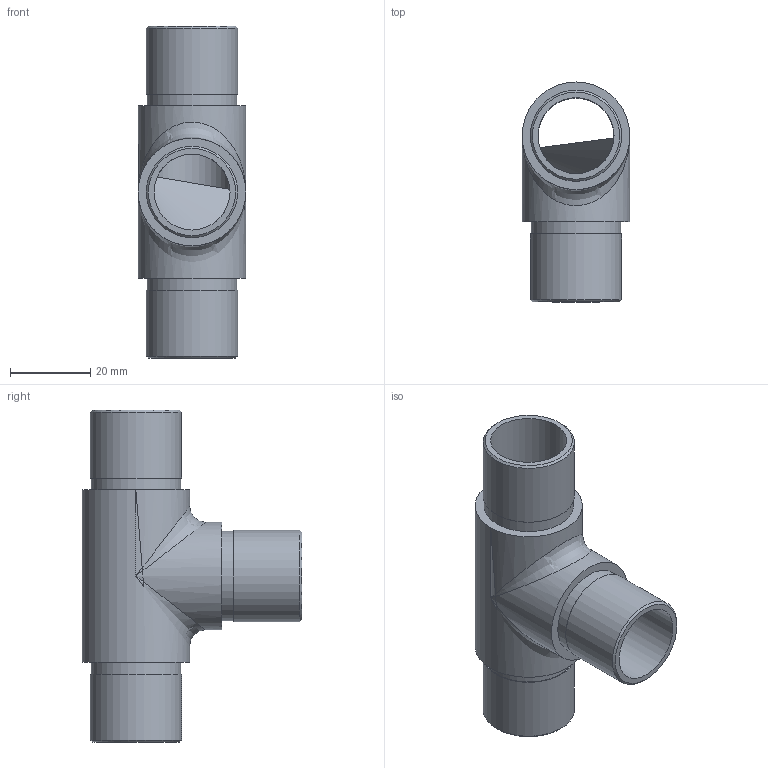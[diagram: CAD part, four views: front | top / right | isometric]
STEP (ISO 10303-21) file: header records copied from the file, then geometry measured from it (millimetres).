
FILE_DESCRIPTION (( 'STEP AP203' ), '1' );
FILE_NAME ('56209-320-V4A.step', '2020-03-02T15:34:25', ( '' ), ( '' ), 'SwSTEP 2.0', 'SolidWorks 2015', '' );
FILE_SCHEMA (( 'CONFIG_CONTROL_DESIGN' ));
Length unit declared in the file: millimetre
Products named in the file (2): 56209-320-V4A
Bounding box: 26.9 x 54.95 x 83 mm (x, y, z)
Volume: 21612.3 mm3; surface area: 15839 mm2
Topology: 1 solids, 1 shells, 292 faces, 765 edges, 506 vertices
Faces by surface type: plane 129, bspline 120, cylinder 40, cone 3
Full cylindrical faces by diameter (mm): 19 x2, 22.4 x3, 22.8 x3, 26.9 x2
Entity records: 14102 total; most frequent: CARTESIAN_POINT 7737, ORIENTED_EDGE 1482, DIRECTION 904, EDGE_CURVE 741, VERTEX_POINT 501, EDGE_LOOP 346, LINE 342, VECTOR 342
